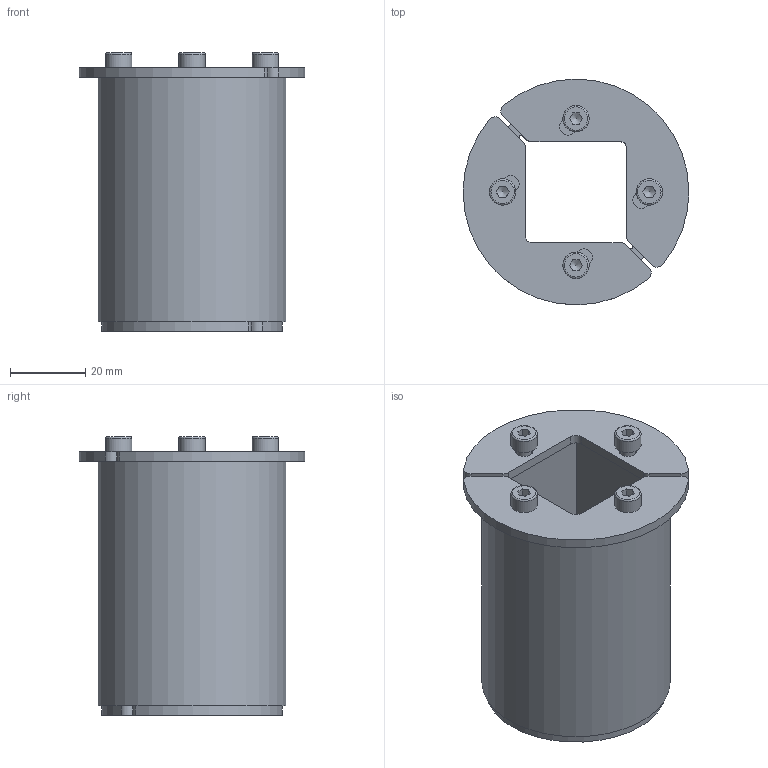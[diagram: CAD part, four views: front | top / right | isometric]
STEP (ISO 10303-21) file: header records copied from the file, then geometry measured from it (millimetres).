
FILE_DESCRIPTION((''),'2;1');
FILE_NAME('R50.stp','2014-03-07T00:39:49',('se-milkar'),(''),'Autodesk Inventor 2013','Autodesk Inventor 2013','');
FILE_SCHEMA(('AUTOMOTIVE_DESIGN { 1 2 10303 214 0 1 1 1 }'));
Length unit declared in the file: millimetre
Products named in the file (5): Assembly5; Rubber1; RearFitting; FrontFitting; ISO 4762 M4 x 40
Assembly tree (9 placements, depth 2):
  Assembly5
    Rubber1
    RearFitting  x2
    FrontFitting  x2
    ISO 4762 M4 x 40  x4
Bounding box: 60 x 60 x 74 mm (x, y, z)
Volume: 75880.5 mm3; surface area: 33820.8 mm2
Topology: 9 solids, 9 shells, 139 faces, 339 edges, 222 vertices
Faces by surface type: plane 74, cylinder 49, torus 8, cone 8
Full cylindrical faces by diameter (mm): 3.242 x4, 4 x8, 7 x4, 50 x1
Entity records: 1946 total; most frequent: DIRECTION 330, CARTESIAN_POINT 318, ORIENTED_EDGE 270, EDGE_CURVE 135, AXIS2_PLACEMENT_3D 127, VERTEX_POINT 97, EDGE_LOOP 92, VECTOR 76
